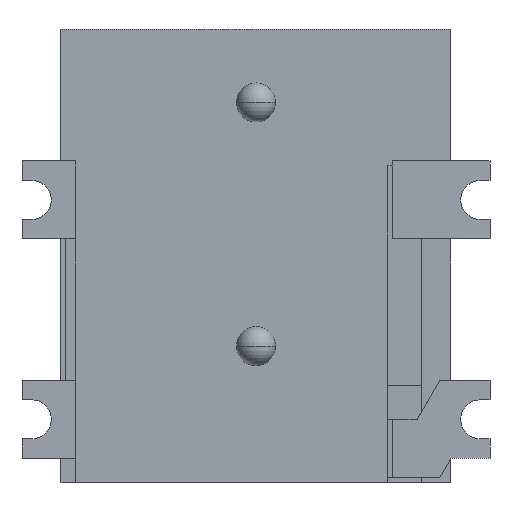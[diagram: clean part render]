
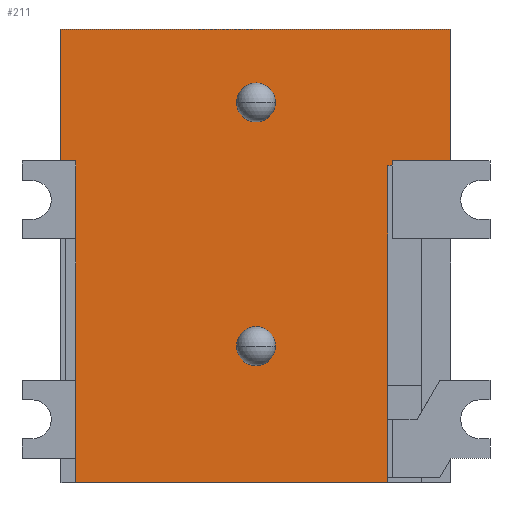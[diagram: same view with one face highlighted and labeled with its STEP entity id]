
A CAD part, front view. The second image highlights one B-rep face of the part: STEP entity #211.
In plain terms, the highlighted planar face has unit normal (0, -1, 0).
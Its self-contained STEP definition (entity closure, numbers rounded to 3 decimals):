
#11 = LINE ( 'NONE', #625, #600 ) ;
#20 = EDGE_LOOP ( 'NONE', ( #1403, #2613 ) ) ;
#29 = LINE ( 'NONE', #1170, #361 ) ;
#35 = DIRECTION ( 'NONE',  ( 0., 0., -1. ) ) ;
#113 = PLANE ( 'NONE',  #395 ) ;
#123 = CARTESIAN_POINT ( 'NONE',  ( -3.7, 0., -9.3 ) ) ;
#128 = VECTOR ( 'NONE', #2359, 1000. ) ;
#172 = EDGE_CURVE ( 'NONE', #998, #3479, #2439, .T. ) ;
#201 = CARTESIAN_POINT ( 'NONE',  ( -3.7, 0., -9.3 ) ) ;
#211 = ADVANCED_FACE ( 'NONE', ( #685, #1813, #2134 ), #113, .T. ) ;
#216 = CARTESIAN_POINT ( 'NONE',  ( 4., 0., -9.3 ) ) ;
#223 = ORIENTED_EDGE ( 'NONE', *, *, #2606, .T. ) ;
#249 = VECTOR ( 'NONE', #3368, 1000. ) ;
#273 = ORIENTED_EDGE ( 'NONE', *, *, #918, .T. ) ;
#283 = DIRECTION ( 'NONE',  ( 0., 0., -1. ) ) ;
#361 = VECTOR ( 'NONE', #2318, 1000. ) ;
#395 = AXIS2_PLACEMENT_3D ( 'NONE', #513, #1956, #1079 ) ;
#406 = CARTESIAN_POINT ( 'NONE',  ( -3.7, 0., -2.7 ) ) ;
#415 = AXIS2_PLACEMENT_3D ( 'NONE', #3684, #1157, #35 ) ;
#466 = CARTESIAN_POINT ( 'NONE',  ( -4., 0., -2.7 ) ) ;
#473 = VECTOR ( 'NONE', #1493, 1000. ) ;
#483 = LINE ( 'NONE', #466, #533 ) ;
#487 = VERTEX_POINT ( 'NONE', #1305 ) ;
#513 = CARTESIAN_POINT ( 'NONE',  ( -4., 0., -9.3 ) ) ;
#529 = LINE ( 'NONE', #1768, #128 ) ;
#533 = VECTOR ( 'NONE', #2790, 1000. ) ;
#545 = VERTEX_POINT ( 'NONE', #1389 ) ;
#550 = ORIENTED_EDGE ( 'NONE', *, *, #1269, .F. ) ;
#556 = CARTESIAN_POINT ( 'NONE',  ( 0., 0., -1.9 ) ) ;
#600 = VECTOR ( 'NONE', #1214, 1000. ) ;
#625 = CARTESIAN_POINT ( 'NONE',  ( -3.7, 0., -2.7 ) ) ;
#661 = VERTEX_POINT ( 'NONE', #925 ) ;
#685 = FACE_OUTER_BOUND ( 'NONE', #2561, .T. ) ;
#697 = CARTESIAN_POINT ( 'NONE',  ( -3.7, 0., -9.3 ) ) ;
#717 = ORIENTED_EDGE ( 'NONE', *, *, #3268, .F. ) ;
#747 = VERTEX_POINT ( 'NONE', #2981 ) ;
#767 = LINE ( 'NONE', #697, #1510 ) ;
#783 = EDGE_CURVE ( 'NONE', #2549, #545, #1322, .T. ) ;
#854 = CARTESIAN_POINT ( 'NONE',  ( -4., 0., 0. ) ) ;
#870 = CARTESIAN_POINT ( 'NONE',  ( 2.8, 0., -2.7 ) ) ;
#892 = CIRCLE ( 'NONE', #415, 0.4 ) ;
#913 = VERTEX_POINT ( 'NONE', #3373 ) ;
#918 = EDGE_CURVE ( 'NONE', #998, #487, #529, .T. ) ;
#925 = CARTESIAN_POINT ( 'NONE',  ( -3.7, 0., -7.2 ) ) ;
#927 = CARTESIAN_POINT ( 'NONE',  ( -3.7, 0., -9.3 ) ) ;
#942 = EDGE_CURVE ( 'NONE', #2856, #3328, #11, .T. ) ;
#948 = DIRECTION ( 'NONE',  ( 0., 0., -1. ) ) ;
#963 = ORIENTED_EDGE ( 'NONE', *, *, #1177, .F. ) ;
#998 = VERTEX_POINT ( 'NONE', #927 ) ;
#1003 = DIRECTION ( 'NONE',  ( 0., 0., 1. ) ) ;
#1011 = CIRCLE ( 'NONE', #1496, 0.4 ) ;
#1053 = DIRECTION ( 'NONE',  ( 0., 0., 1. ) ) ;
#1076 = EDGE_CURVE ( 'NONE', #2772, #1802, #29, .T. ) ;
#1079 = DIRECTION ( 'NONE',  ( 0., 0., -1. ) ) ;
#1088 = VECTOR ( 'NONE', #3692, 1000. ) ;
#1157 = DIRECTION ( 'NONE',  ( 0., -1., 0. ) ) ;
#1170 = CARTESIAN_POINT ( 'NONE',  ( -4., 0., 0. ) ) ;
#1177 = EDGE_CURVE ( 'NONE', #545, #2549, #2270, .T. ) ;
#1201 = EDGE_CURVE ( 'NONE', #2856, #3318, #1267, .T. ) ;
#1212 = ORIENTED_EDGE ( 'NONE', *, *, #1772, .F. ) ;
#1214 = DIRECTION ( 'NONE',  ( -1., 0., 0. ) ) ;
#1225 = CARTESIAN_POINT ( 'NONE',  ( 2.8, 0., -9.3 ) ) ;
#1267 = LINE ( 'NONE', #123, #1377 ) ;
#1269 = EDGE_CURVE ( 'NONE', #3479, #661, #2766, .T. ) ;
#1302 = DIRECTION ( 'NONE',  ( 0., 0., -1. ) ) ;
#1303 = CARTESIAN_POINT ( 'NONE',  ( -3.7, 0., -4.3 ) ) ;
#1305 = CARTESIAN_POINT ( 'NONE',  ( 2.7, 0., -9.3 ) ) ;
#1315 = EDGE_LOOP ( 'NONE', ( #963, #2706 ) ) ;
#1322 = CIRCLE ( 'NONE', #3362, 0.4 ) ;
#1377 = VECTOR ( 'NONE', #2109, 1000. ) ;
#1389 = CARTESIAN_POINT ( 'NONE',  ( 0., 0., -6.1 ) ) ;
#1403 = ORIENTED_EDGE ( 'NONE', *, *, #2687, .F. ) ;
#1414 = ORIENTED_EDGE ( 'NONE', *, *, #3400, .F. ) ;
#1493 = DIRECTION ( 'NONE',  ( -1., 0., 0. ) ) ;
#1496 = AXIS2_PLACEMENT_3D ( 'NONE', #2849, #2323, #283 ) ;
#1510 = VECTOR ( 'NONE', #1839, 1000. ) ;
#1525 = CARTESIAN_POINT ( 'NONE',  ( -3.7, 0., -8.8 ) ) ;
#1537 = EDGE_CURVE ( 'NONE', #2587, #2741, #2658, .T. ) ;
#1613 = VECTOR ( 'NONE', #1717, 1000. ) ;
#1625 = CARTESIAN_POINT ( 'NONE',  ( 0., 0., -1.1 ) ) ;
#1688 = LINE ( 'NONE', #2598, #1088 ) ;
#1691 = EDGE_CURVE ( 'NONE', #3328, #2772, #1943, .T. ) ;
#1717 = DIRECTION ( 'NONE',  ( 0., 0., 1. ) ) ;
#1768 = CARTESIAN_POINT ( 'NONE',  ( -4., 0., -9.3 ) ) ;
#1772 = EDGE_CURVE ( 'NONE', #2587, #913, #2092, .T. ) ;
#1780 = ORIENTED_EDGE ( 'NONE', *, *, #172, .F. ) ;
#1789 = CARTESIAN_POINT ( 'NONE',  ( -3.7, 0., -9.3 ) ) ;
#1802 = VERTEX_POINT ( 'NONE', #2382 ) ;
#1810 = CARTESIAN_POINT ( 'NONE',  ( 0., 0., -6.5 ) ) ;
#1813 = FACE_BOUND ( 'NONE', #1315, .T. ) ;
#1839 = DIRECTION ( 'NONE',  ( 0., 0., 1. ) ) ;
#1850 = ORIENTED_EDGE ( 'NONE', *, *, #1537, .T. ) ;
#1878 = CARTESIAN_POINT ( 'NONE',  ( -4., 0., -2.7 ) ) ;
#1907 = VECTOR ( 'NONE', #2370, 1000. ) ;
#1943 = LINE ( 'NONE', #2551, #1613 ) ;
#1948 = ORIENTED_EDGE ( 'NONE', *, *, #1201, .T. ) ;
#1956 = DIRECTION ( 'NONE',  ( 0., -1., 0. ) ) ;
#1964 = AXIS2_PLACEMENT_3D ( 'NONE', #2086, #3315, #1302 ) ;
#1977 = VERTEX_POINT ( 'NONE', #1625 ) ;
#1984 = VECTOR ( 'NONE', #1053, 1000. ) ;
#2086 = CARTESIAN_POINT ( 'NONE',  ( 0., 0., -6.5 ) ) ;
#2092 = LINE ( 'NONE', #2343, #473 ) ;
#2109 = DIRECTION ( 'NONE',  ( 0., 0., -1. ) ) ;
#2129 = ORIENTED_EDGE ( 'NONE', *, *, #1076, .F. ) ;
#2134 = FACE_BOUND ( 'NONE', #20, .T. ) ;
#2270 = CIRCLE ( 'NONE', #1964, 0.4 ) ;
#2318 = DIRECTION ( 'NONE',  ( 1., 0., 0. ) ) ;
#2323 = DIRECTION ( 'NONE',  ( 0., -1., 0. ) ) ;
#2343 = CARTESIAN_POINT ( 'NONE',  ( 3.4, 0., -2.8 ) ) ;
#2359 = DIRECTION ( 'NONE',  ( 1., 0., 0. ) ) ;
#2370 = DIRECTION ( 'NONE',  ( 0., 0., 1. ) ) ;
#2382 = CARTESIAN_POINT ( 'NONE',  ( 4., 0., 0. ) ) ;
#2439 = LINE ( 'NONE', #1789, #3462 ) ;
#2549 = VERTEX_POINT ( 'NONE', #2806 ) ;
#2551 = CARTESIAN_POINT ( 'NONE',  ( -4., 0., -9.3 ) ) ;
#2561 = EDGE_LOOP ( 'NONE', ( #1850, #223, #2873, #2129, #2924, #3402, #1948, #717, #550, #1780, #273, #1414, #1212 ) ) ;
#2587 = VERTEX_POINT ( 'NONE', #3095 ) ;
#2598 = CARTESIAN_POINT ( 'NONE',  ( 2.7, 0., -7.3 ) ) ;
#2606 = EDGE_CURVE ( 'NONE', #2741, #747, #483, .T. ) ;
#2613 = ORIENTED_EDGE ( 'NONE', *, *, #2670, .F. ) ;
#2658 = LINE ( 'NONE', #1225, #1907 ) ;
#2670 = EDGE_CURVE ( 'NONE', #2719, #1977, #892, .T. ) ;
#2687 = EDGE_CURVE ( 'NONE', #1977, #2719, #1011, .T. ) ;
#2706 = ORIENTED_EDGE ( 'NONE', *, *, #783, .F. ) ;
#2719 = VERTEX_POINT ( 'NONE', #556 ) ;
#2741 = VERTEX_POINT ( 'NONE', #870 ) ;
#2766 = LINE ( 'NONE', #201, #249 ) ;
#2772 = VERTEX_POINT ( 'NONE', #854 ) ;
#2790 = DIRECTION ( 'NONE',  ( 1., 0., 0. ) ) ;
#2806 = CARTESIAN_POINT ( 'NONE',  ( 0., 0., -6.9 ) ) ;
#2849 = CARTESIAN_POINT ( 'NONE',  ( 0., 0., -1.5 ) ) ;
#2856 = VERTEX_POINT ( 'NONE', #406 ) ;
#2873 = ORIENTED_EDGE ( 'NONE', *, *, #3314, .T. ) ;
#2924 = ORIENTED_EDGE ( 'NONE', *, *, #1691, .F. ) ;
#2965 = DIRECTION ( 'NONE',  ( 0., -1., 0. ) ) ;
#2981 = CARTESIAN_POINT ( 'NONE',  ( 4., 0., -2.7 ) ) ;
#3095 = CARTESIAN_POINT ( 'NONE',  ( 2.8, 0., -2.8 ) ) ;
#3268 = EDGE_CURVE ( 'NONE', #661, #3318, #767, .T. ) ;
#3314 = EDGE_CURVE ( 'NONE', #747, #1802, #3654, .T. ) ;
#3315 = DIRECTION ( 'NONE',  ( 0., -1., 0. ) ) ;
#3318 = VERTEX_POINT ( 'NONE', #1303 ) ;
#3328 = VERTEX_POINT ( 'NONE', #1878 ) ;
#3362 = AXIS2_PLACEMENT_3D ( 'NONE', #1810, #2965, #948 ) ;
#3368 = DIRECTION ( 'NONE',  ( 0., 0., 1. ) ) ;
#3373 = CARTESIAN_POINT ( 'NONE',  ( 2.7, 0., -2.8 ) ) ;
#3400 = EDGE_CURVE ( 'NONE', #913, #487, #1688, .T. ) ;
#3402 = ORIENTED_EDGE ( 'NONE', *, *, #942, .F. ) ;
#3462 = VECTOR ( 'NONE', #1003, 1000. ) ;
#3479 = VERTEX_POINT ( 'NONE', #1525 ) ;
#3654 = LINE ( 'NONE', #216, #1984 ) ;
#3684 = CARTESIAN_POINT ( 'NONE',  ( 0., 0., -1.5 ) ) ;
#3692 = DIRECTION ( 'NONE',  ( 0., 0., -1. ) ) ;
